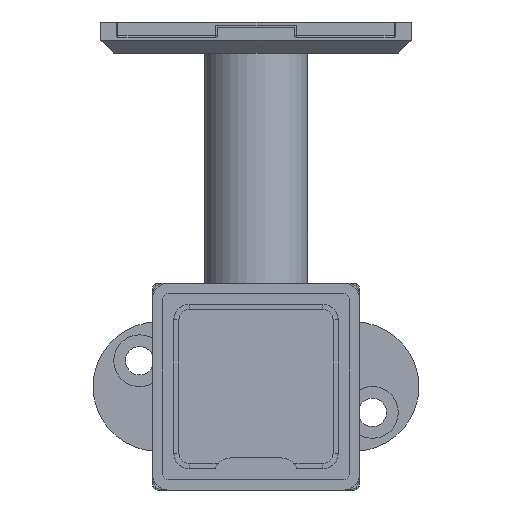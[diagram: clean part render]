
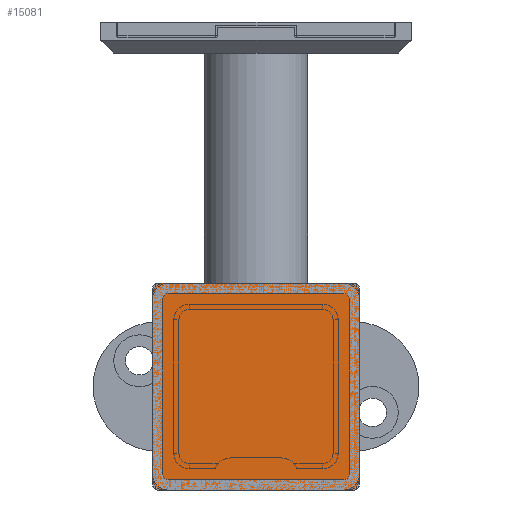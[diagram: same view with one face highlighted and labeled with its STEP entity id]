
A CAD part, front view. The second image highlights one B-rep face of the part: STEP entity #15081.
In plain terms, the highlighted planar face has unit normal (0, -1, 0).
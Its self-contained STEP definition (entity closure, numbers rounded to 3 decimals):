
#29 = VERTEX_POINT ( 'NONE', #14945 ) ;
#328 = VERTEX_POINT ( 'NONE', #5972 ) ;
#527 = DIRECTION ( 'NONE',  ( 0., 0., -1. ) ) ;
#727 = DIRECTION ( 'NONE',  ( 0., 0., -1. ) ) ;
#806 = ORIENTED_EDGE ( 'NONE', *, *, #13812, .T. ) ;
#812 = CARTESIAN_POINT ( 'NONE',  ( 17.75, 0., 17.75 ) ) ;
#916 = EDGE_CURVE ( 'NONE', #328, #1193, #4616, .T. ) ;
#1074 = CARTESIAN_POINT ( 'NONE',  ( -20., 0., 20. ) ) ;
#1193 = VERTEX_POINT ( 'NONE', #1968 ) ;
#1444 = AXIS2_PLACEMENT_3D ( 'NONE', #8573, #8766, #527 ) ;
#1803 = LINE ( 'NONE', #13093, #3758 ) ;
#1968 = CARTESIAN_POINT ( 'NONE',  ( 17.75, 0., 20. ) ) ;
#2163 = EDGE_CURVE ( 'NONE', #5558, #13325, #10384, .T. ) ;
#2578 = AXIS2_PLACEMENT_3D ( 'NONE', #5392, #16271, #12352 ) ;
#3047 = DIRECTION ( 'NONE',  ( 0., -1., 0. ) ) ;
#3271 = ORIENTED_EDGE ( 'NONE', *, *, #2163, .T. ) ;
#3645 = CARTESIAN_POINT ( 'NONE',  ( -20., 0., -20. ) ) ;
#3758 = VECTOR ( 'NONE', #4698, 1000. ) ;
#4616 = CIRCLE ( 'NONE', #8935, 2.25 ) ;
#4698 = DIRECTION ( 'NONE',  ( 0., 0., 1. ) ) ;
#5392 = CARTESIAN_POINT ( 'NONE',  ( -17.75, 0., 17.75 ) ) ;
#5558 = VERTEX_POINT ( 'NONE', #8512 ) ;
#5972 = CARTESIAN_POINT ( 'NONE',  ( 20., 0., 17.75 ) ) ;
#6026 = ORIENTED_EDGE ( 'NONE', *, *, #916, .T. ) ;
#6163 = ORIENTED_EDGE ( 'NONE', *, *, #16406, .T. ) ;
#6316 = DIRECTION ( 'NONE',  ( 0., -1., 0. ) ) ;
#6488 = DIRECTION ( 'NONE',  ( 0., -1., 0. ) ) ;
#6495 = LINE ( 'NONE', #1074, #8695 ) ;
#6753 = CARTESIAN_POINT ( 'NONE',  ( 17.75, 0., -17.75 ) ) ;
#7553 = EDGE_LOOP ( 'NONE', ( #11606, #6026, #14385, #3271, #15866, #806, #12992, #6163 ) ) ;
#7632 = DIRECTION ( 'NONE',  ( 1., 0., 0. ) ) ;
#7685 = CARTESIAN_POINT ( 'NONE',  ( -17.75, 0., -20. ) ) ;
#8113 = VERTEX_POINT ( 'NONE', #7685 ) ;
#8156 = CIRCLE ( 'NONE', #16246, 2.25 ) ;
#8512 = CARTESIAN_POINT ( 'NONE',  ( -17.75, 0., 20. ) ) ;
#8573 = CARTESIAN_POINT ( 'NONE',  ( -17.75, 0., -17.75 ) ) ;
#8574 = DIRECTION ( 'NONE',  ( -1., 0., 0. ) ) ;
#8695 = VECTOR ( 'NONE', #727, 1000. ) ;
#8766 = DIRECTION ( 'NONE',  ( 0., -1., 0. ) ) ;
#8935 = AXIS2_PLACEMENT_3D ( 'NONE', #812, #6316, #10774 ) ;
#8959 = CARTESIAN_POINT ( 'NONE',  ( -20., 0., 17.75 ) ) ;
#9943 = PLANE ( 'NONE',  #11587 ) ;
#10384 = CIRCLE ( 'NONE', #2578, 2.25 ) ;
#10536 = LINE ( 'NONE', #3645, #16187 ) ;
#10774 = DIRECTION ( 'NONE',  ( 0., 0., -1. ) ) ;
#10815 = EDGE_CURVE ( 'NONE', #8113, #12368, #10536, .T. ) ;
#11395 = EDGE_CURVE ( 'NONE', #13325, #29, #6495, .T. ) ;
#11587 = AXIS2_PLACEMENT_3D ( 'NONE', #15434, #3047, #8574 ) ;
#11606 = ORIENTED_EDGE ( 'NONE', *, *, #13811, .T. ) ;
#11801 = CARTESIAN_POINT ( 'NONE',  ( 20., 0., 20. ) ) ;
#11905 = CARTESIAN_POINT ( 'NONE',  ( 17.75, 0., -20. ) ) ;
#12161 = CARTESIAN_POINT ( 'NONE',  ( 20., 0., -17.75 ) ) ;
#12323 = EDGE_CURVE ( 'NONE', #1193, #5558, #13069, .T. ) ;
#12352 = DIRECTION ( 'NONE',  ( 0., 0., -1. ) ) ;
#12368 = VERTEX_POINT ( 'NONE', #11905 ) ;
#12546 = VERTEX_POINT ( 'NONE', #12161 ) ;
#12992 = ORIENTED_EDGE ( 'NONE', *, *, #10815, .T. ) ;
#13069 = LINE ( 'NONE', #11801, #16703 ) ;
#13093 = CARTESIAN_POINT ( 'NONE',  ( 20., 0., -20. ) ) ;
#13325 = VERTEX_POINT ( 'NONE', #8959 ) ;
#13811 = EDGE_CURVE ( 'NONE', #12546, #328, #1803, .T. ) ;
#13812 = EDGE_CURVE ( 'NONE', #29, #8113, #13853, .T. ) ;
#13853 = CIRCLE ( 'NONE', #1444, 2.25 ) ;
#14323 = DIRECTION ( 'NONE',  ( -1., 0., 0. ) ) ;
#14385 = ORIENTED_EDGE ( 'NONE', *, *, #12323, .T. ) ;
#14945 = CARTESIAN_POINT ( 'NONE',  ( -20., 0., -17.75 ) ) ;
#14983 = DIRECTION ( 'NONE',  ( 0., 0., -1. ) ) ;
#15081 = ADVANCED_FACE ( 'NONE', ( #15357 ), #9943, .T. ) ;
#15357 = FACE_OUTER_BOUND ( 'NONE', #7553, .T. ) ;
#15434 = CARTESIAN_POINT ( 'NONE',  ( -20., 0., -20. ) ) ;
#15866 = ORIENTED_EDGE ( 'NONE', *, *, #11395, .T. ) ;
#16187 = VECTOR ( 'NONE', #7632, 1000. ) ;
#16246 = AXIS2_PLACEMENT_3D ( 'NONE', #6753, #6488, #14983 ) ;
#16271 = DIRECTION ( 'NONE',  ( 0., -1., 0. ) ) ;
#16406 = EDGE_CURVE ( 'NONE', #12368, #12546, #8156, .T. ) ;
#16703 = VECTOR ( 'NONE', #14323, 1000. ) ;
